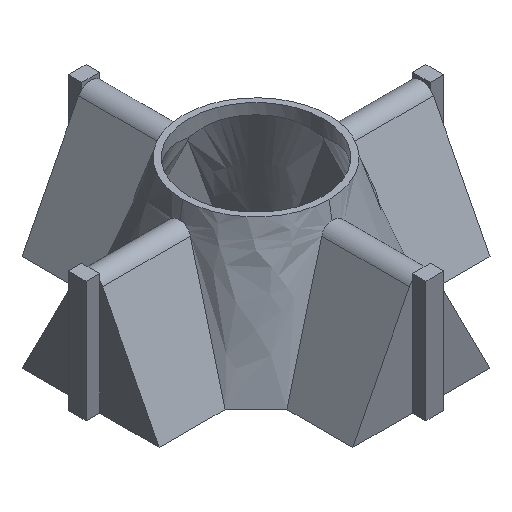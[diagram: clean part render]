
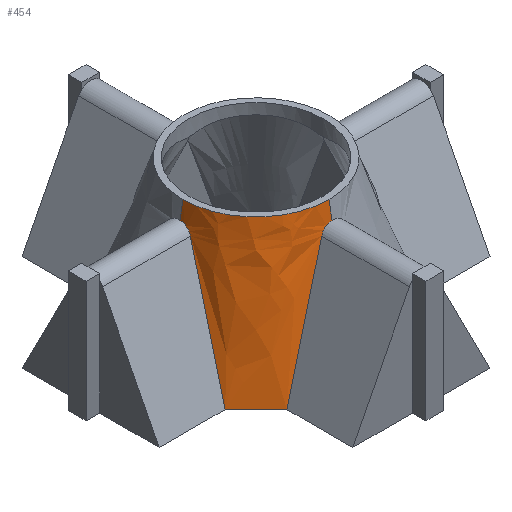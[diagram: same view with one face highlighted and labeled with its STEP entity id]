
A CAD part, isometric view. The second image highlights one B-rep face of the part: STEP entity #454.
In plain terms, the highlighted free-form (B-spline) face has degree [3, 1] with [24, 2] control points.
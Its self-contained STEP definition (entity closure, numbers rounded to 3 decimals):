
#454=ADVANCED_FACE('',(#4253),#4255,.T.);
#4253=FACE_BOUND('',#4254,.T.);
#4254=EDGE_LOOP('',(#4796,#4797,#4798,#4799,#4800,#4801,#4802,#4803));
#4255=B_SPLINE_SURFACE_WITH_KNOTS('',3,1,(
(#4256,#4257),
(#4258,#4259),
(#4260,#4261),
(#4262,#4263),
(#4264,#4265),
(#4266,#4267),
(#4268,#4269),
(#4270,#4271),
(#4272,#4273),
(#4274,#4275),
(#4276,#4277),
(#4278,#4279),
(#4280,#4281),
(#4282,#4283),
(#4284,#4285),
(#4286,#4287),
(#4288,#4289),
(#4290,#4291),
(#4292,#4293),
(#4294,#4295),
(#4296,#4297),
(#4298,#4299),
(#4300,#4301),
(#4302,#4303)),
.UNSPECIFIED.,.F.,.F.,.F.,
(4,3,2,2,2,2,2,2,2,3,4),
(2,2),
(-0.107,0.,0.125,0.25,0.375,0.5,0.625,0.75,0.875,1.,1.107),
(0.,1.),
.UNSPECIFIED.);
#4256=CARTESIAN_POINT('',(2.476,-16.3,30.));
#4257=CARTESIAN_POINT('',(-14.589,-22.967,0.));
#4258=CARTESIAN_POINT('',(1.65,-16.3,30.));
#4259=CARTESIAN_POINT('',(-14.836,-22.72,0.));
#4260=CARTESIAN_POINT('',(0.825,-16.3,30.));
#4261=CARTESIAN_POINT('',(-15.083,-22.473,0.));
#4262=CARTESIAN_POINT('',(0.,-16.3,30.));
#4263=CARTESIAN_POINT('',(-15.33,-22.226,0.));
#4264=CARTESIAN_POINT('',(-0.96,-16.3,30.));
#4265=CARTESIAN_POINT('',(-15.617,-21.939,0.));
#4266=CARTESIAN_POINT('',(-1.957,-16.215,30.));
#4267=CARTESIAN_POINT('',(-15.904,-21.651,0.));
#4268=CARTESIAN_POINT('',(-3.975,-15.841,30.));
#4269=CARTESIAN_POINT('',(-16.479,-21.077,0.));
#4270=CARTESIAN_POINT('',(-4.997,-15.553,30.));
#4271=CARTESIAN_POINT('',(-16.766,-20.789,0.));
#4272=CARTESIAN_POINT('',(-7.003,-14.758,30.));
#4273=CARTESIAN_POINT('',(-17.341,-20.215,0.));
#4274=CARTESIAN_POINT('',(-7.988,-14.252,30.));
#4275=CARTESIAN_POINT('',(-17.629,-19.927,0.));
#4276=CARTESIAN_POINT('',(-9.851,-13.034,30.));
#4277=CARTESIAN_POINT('',(-18.203,-19.353,0.));
#4278=CARTESIAN_POINT('',(-10.73,-12.322,30.));
#4279=CARTESIAN_POINT('',(-18.491,-19.065,0.));
#4280=CARTESIAN_POINT('',(-12.322,-10.73,30.));
#4281=CARTESIAN_POINT('',(-19.065,-18.491,0.));
#4282=CARTESIAN_POINT('',(-13.034,-9.851,30.));
#4283=CARTESIAN_POINT('',(-19.353,-18.203,0.));
#4284=CARTESIAN_POINT('',(-14.252,-7.988,30.));
#4285=CARTESIAN_POINT('',(-19.927,-17.629,0.));
#4286=CARTESIAN_POINT('',(-14.758,-7.003,30.));
#4287=CARTESIAN_POINT('',(-20.215,-17.341,0.));
#4288=CARTESIAN_POINT('',(-15.553,-4.997,30.));
#4289=CARTESIAN_POINT('',(-20.789,-16.766,0.));
#4290=CARTESIAN_POINT('',(-15.841,-3.975,30.));
#4291=CARTESIAN_POINT('',(-21.077,-16.479,0.));
#4292=CARTESIAN_POINT('',(-16.215,-1.957,30.));
#4293=CARTESIAN_POINT('',(-21.651,-15.904,0.));
#4294=CARTESIAN_POINT('',(-16.3,-0.96,30.));
#4295=CARTESIAN_POINT('',(-21.939,-15.617,0.));
#4296=CARTESIAN_POINT('',(-16.3,0.,30.));
#4297=CARTESIAN_POINT('',(-22.226,-15.33,0.));
#4298=CARTESIAN_POINT('',(-16.3,0.825,30.));
#4299=CARTESIAN_POINT('',(-22.473,-15.083,0.));
#4300=CARTESIAN_POINT('',(-16.3,1.65,30.));
#4301=CARTESIAN_POINT('',(-22.72,-14.836,0.));
#4302=CARTESIAN_POINT('',(-16.3,2.476,30.));
#4303=CARTESIAN_POINT('',(-22.967,-14.589,0.));
#4796=ORIENTED_EDGE('',*,*,#5107,.T.);
#4797=ORIENTED_EDGE('',*,*,#5112,.T.);
#4798=ORIENTED_EDGE('',*,*,#4960,.T.);
#4799=ORIENTED_EDGE('',*,*,#5103,.T.);
#4800=ORIENTED_EDGE('',*,*,#5058,.T.);
#4801=ORIENTED_EDGE('',*,*,#5094,.T.);
#4802=ORIENTED_EDGE('',*,*,#5117,.T.);
#4803=ORIENTED_EDGE('',*,*,#5115,.F.);
#4960=EDGE_CURVE('',#5161,#5171,#5173,.T.);
#5058=EDGE_CURVE('',#5344,#5342,#5345,.T.);
#5094=EDGE_CURVE('',#5342,#5404,#5406,.T.);
#5103=EDGE_CURVE('',#5171,#5344,#5417,.T.);
#5107=EDGE_CURVE('',#5423,#5421,#5424,.T.);
#5112=EDGE_CURVE('',#5421,#5161,#5431,.T.);
#5115=EDGE_CURVE('',#5423,#5434,#5435,.T.);
#5117=EDGE_CURVE('',#5404,#5434,#5437,.T.);
#5161=VERTEX_POINT('',#5497);
#5171=VERTEX_POINT('',#5578);
#5173=B_SPLINE_CURVE_WITH_KNOTS('',3,
(#5582,#5583,#5584,#5585,#5586,#5587,#5588,#5589,#5590,#5591,#5592,#5593),
.UNSPECIFIED.,.F.,.F.,
(4,2,2,2,2,4),
(0.,0.25,0.375,0.5,0.75,1.),
.UNSPECIFIED.);
#5342=VERTEX_POINT('',#6374);
#5344=VERTEX_POINT('',#6378);
#5345=LINE('',#6379,#6380);
#5404=VERTEX_POINT('',#6508);
#5406=LINE('',#6512,#6513);
#5417=LINE('',#6544,#6545);
#5421=VERTEX_POINT('',#6554);
#5423=VERTEX_POINT('',#6559);
#5424=CIRCLE('',#6560,16.3);
#5431=B_SPLINE_CURVE_WITH_KNOTS('',3,
(#6592,#6593,#6594,#6595),
.UNSPECIFIED.,.F.,.F.,
(4,4),
(0.,1.),
.UNSPECIFIED.);
#5434=VERTEX_POINT('',#6612);
#5435=B_SPLINE_CURVE_WITH_KNOTS('',3,
(#6613,#6614,#6615,#6616),
.UNSPECIFIED.,.F.,.F.,
(4,4),
(0.,1.),
.UNSPECIFIED.);
#5437=B_SPLINE_CURVE_WITH_KNOTS('',3,
(#6631,#6632,#6633,#6634,#6635,#6636,#6637,#6638,#6639,#6640,#6641,#6642),
.UNSPECIFIED.,.F.,.F.,
(4,2,2,2,2,4),
(0.,0.25,0.375,0.5,0.75,1.),
.UNSPECIFIED.);
#5497=CARTESIAN_POINT('',(-17.078,-0.093,26.406));
#5578=CARTESIAN_POINT('',(-17.333,-2.671,24.772));
#5582=CARTESIAN_POINT('',(-17.078,-0.093,26.406));
#5583=CARTESIAN_POINT('',(-17.07,-0.363,26.397));
#5584=CARTESIAN_POINT('',(-17.07,-0.626,26.353));
#5585=CARTESIAN_POINT('',(-17.081,-1.011,26.235));
#5586=CARTESIAN_POINT('',(-17.087,-1.137,26.186));
#5587=CARTESIAN_POINT('',(-17.103,-1.38,26.074));
#5588=CARTESIAN_POINT('',(-17.112,-1.497,26.01));
#5589=CARTESIAN_POINT('',(-17.145,-1.834,25.796));
#5590=CARTESIAN_POINT('',(-17.175,-2.042,25.621));
#5591=CARTESIAN_POINT('',(-17.245,-2.398,25.229));
#5592=CARTESIAN_POINT('',(-17.286,-2.55,25.009));
#5593=CARTESIAN_POINT('',(-17.333,-2.671,24.772));
#6374=CARTESIAN_POINT('',(-15.33,-22.226,0.));
#6378=CARTESIAN_POINT('',(-22.226,-15.33,0.));
#6379=CARTESIAN_POINT('',(-22.226,-15.33,0.));
#6380=VECTOR('',#6381,1.);
#6381=DIRECTION('',(0.707,-0.707,0.));
#6508=CARTESIAN_POINT('',(-2.671,-17.333,24.772));
#6512=CARTESIAN_POINT('',(-15.33,-22.226,0.));
#6513=VECTOR('',#6514,1.);
#6514=DIRECTION('',(0.448,0.173,0.877));
#6544=CARTESIAN_POINT('',(-17.333,-2.671,24.772));
#6545=VECTOR('',#6546,1.);
#6546=DIRECTION('',(-0.173,-0.448,-0.877));
#6554=CARTESIAN_POINT('',(-16.3,0.,30.));
#6559=CARTESIAN_POINT('',(0.,-16.3,30.));
#6560=AXIS2_PLACEMENT_3D('',#6561,#6562,#6563);
#6561=CARTESIAN_POINT('',(0.,0.,30.));
#6562=DIRECTION('',(0.,0.,-1.));
#6563=DIRECTION('',(0.,-1.,0.));
#6592=CARTESIAN_POINT('',(-16.3,0.,30.));
#6593=CARTESIAN_POINT('',(-16.538,-0.032,28.797));
#6594=CARTESIAN_POINT('',(-16.795,-0.063,27.599));
#6595=CARTESIAN_POINT('',(-17.078,-0.093,26.406));
#6612=CARTESIAN_POINT('',(-0.093,-17.078,26.406));
#6613=CARTESIAN_POINT('',(0.,-16.3,30.));
#6614=CARTESIAN_POINT('',(-0.032,-16.538,28.797));
#6615=CARTESIAN_POINT('',(-0.063,-16.795,27.599));
#6616=CARTESIAN_POINT('',(-0.093,-17.078,26.406));
#6631=CARTESIAN_POINT('',(-2.671,-17.333,24.772));
#6632=CARTESIAN_POINT('',(-2.55,-17.286,25.009));
#6633=CARTESIAN_POINT('',(-2.4,-17.245,25.226));
#6634=CARTESIAN_POINT('',(-2.132,-17.193,25.522));
#6635=CARTESIAN_POINT('',(-2.035,-17.176,25.615));
#6636=CARTESIAN_POINT('',(-1.831,-17.147,25.787));
#6637=CARTESIAN_POINT('',(-1.724,-17.134,25.866));
#6638=CARTESIAN_POINT('',(-1.388,-17.101,26.08));
#6639=CARTESIAN_POINT('',(-1.14,-17.085,26.195));
#6640=CARTESIAN_POINT('',(-0.63,-17.07,26.352));
#6641=CARTESIAN_POINT('',(-0.363,-17.07,26.397));
#6642=CARTESIAN_POINT('',(-0.093,-17.078,26.406));
